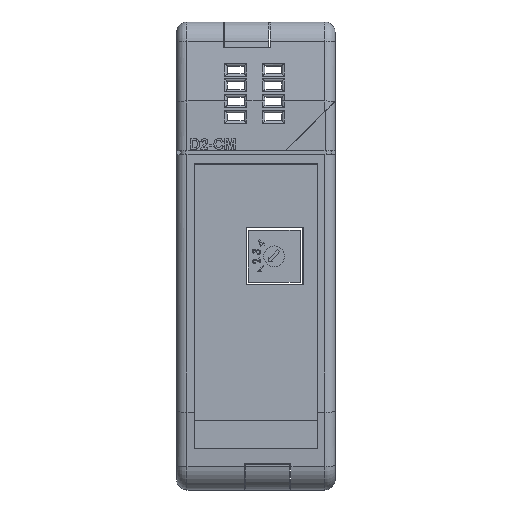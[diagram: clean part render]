
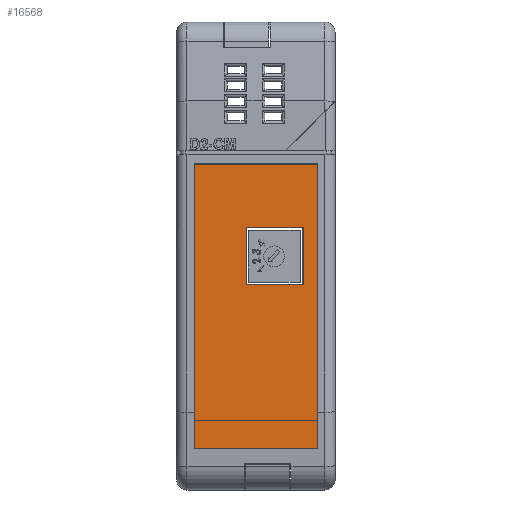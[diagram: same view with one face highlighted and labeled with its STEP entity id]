
A CAD part, top view. The second image highlights one B-rep face of the part: STEP entity #16568.
In plain terms, the highlighted planar face has unit normal (0, 0, 1).
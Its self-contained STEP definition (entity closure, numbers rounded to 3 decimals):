
#9007 = VERTEX_POINT ( 'NONE', #12436 ) ;
#9063 = VERTEX_POINT ( 'NONE', #12277 ) ;
#9065 = EDGE_CURVE ( 'NONE', #9063, #9220, #12275, .T. ) ;
#9093 = EDGE_CURVE ( 'NONE', #9220, #9007, #12354, .T. ) ;
#9220 = VERTEX_POINT ( 'NONE', #12646 ) ;
#9379 = EDGE_CURVE ( 'NONE', #9007, #9381, #12930, .T. ) ;
#9381 = VERTEX_POINT ( 'NONE', #12926 ) ;
#12272 = DIRECTION ( 'NONE',  ( 1., 0., 0. ) ) ;
#12273 = VECTOR ( 'NONE', #12272, 1000. ) ;
#12274 = CARTESIAN_POINT ( 'NONE',  ( 13.875, -1.102, 3.614 ) ) ;
#12275 = LINE ( 'NONE', #12274, #12273 ) ;
#12277 = CARTESIAN_POINT ( 'NONE',  ( 13.875, -1.102, 3.614 ) ) ;
#12351 = DIRECTION ( 'NONE',  ( 0., 1., 0. ) ) ;
#12352 = VECTOR ( 'NONE', #12351, 1000. ) ;
#12353 = CARTESIAN_POINT ( 'NONE',  ( 24.875, 9.898, 3.614 ) ) ;
#12354 = LINE ( 'NONE', #12353, #12352 ) ;
#12436 = CARTESIAN_POINT ( 'NONE',  ( 24.875, 9.898, 3.614 ) ) ;
#12646 = CARTESIAN_POINT ( 'NONE',  ( 24.875, -1.102, 3.614 ) ) ;
#12926 = CARTESIAN_POINT ( 'NONE',  ( 13.875, 9.898, 3.614 ) ) ;
#12927 = DIRECTION ( 'NONE',  ( -1., 0., 0. ) ) ;
#12928 = VECTOR ( 'NONE', #12927, 1000. ) ;
#12929 = CARTESIAN_POINT ( 'NONE',  ( 13.875, 9.898, 3.614 ) ) ;
#12930 = LINE ( 'NONE', #12929, #12928 ) ;
#13077 = CARTESIAN_POINT ( 'NONE',  ( 27.625, 22.148, 3.614 ) ) ;
#13078 = DIRECTION ( 'NONE',  ( 0., 1., 0. ) ) ;
#13079 = VECTOR ( 'NONE', #13078, 1000. ) ;
#13080 = CARTESIAN_POINT ( 'NONE',  ( 27.625, 34.27, 3.614 ) ) ;
#13081 = LINE ( 'NONE', #13080, #13079 ) ;
#13655 = DIRECTION ( 'NONE',  ( -1., 0., 0. ) ) ;
#13656 = VECTOR ( 'NONE', #13655, 1000. ) ;
#13657 = CARTESIAN_POINT ( 'NONE',  ( 27.625, 22.148, 3.614 ) ) ;
#13658 = LINE ( 'NONE', #13657, #13656 ) ;
#13699 = DIRECTION ( 'NONE',  ( 0., -1., 0. ) ) ;
#13700 = VECTOR ( 'NONE', #13699, 1000. ) ;
#13701 = CARTESIAN_POINT ( 'NONE',  ( 13.875, 9.898, 3.614 ) ) ;
#13702 = LINE ( 'NONE', #13701, #13700 ) ;
#13703 = DIRECTION ( 'NONE',  ( 1., 0., 0. ) ) ;
#13704 = DIRECTION ( 'NONE',  ( 0., 0., 1. ) ) ;
#13705 = CARTESIAN_POINT ( 'NONE',  ( 3.875, 22.148, 3.614 ) ) ;
#13706 = AXIS2_PLACEMENT_3D ( 'NONE', #13705, #13704, #13703 ) ;
#13707 = PLANE ( 'NONE',  #13706 ) ;
#13799 = FACE_OUTER_BOUND ( 'NONE', #16578, .T. ) ;
#13807 = FACE_BOUND ( 'NONE', #16577, .T. ) ;
#13830 = CARTESIAN_POINT ( 'NONE',  ( 27.625, -32.602, 3.614 ) ) ;
#13831 = DIRECTION ( 'NONE',  ( 1., 0., 0. ) ) ;
#13832 = VECTOR ( 'NONE', #13831, 1000. ) ;
#13833 = CARTESIAN_POINT ( 'NONE',  ( 27.625, -32.602, 3.614 ) ) ;
#13834 = LINE ( 'NONE', #13833, #13832 ) ;
#13835 = CARTESIAN_POINT ( 'NONE',  ( 3.875, -32.602, 3.614 ) ) ;
#13836 = CARTESIAN_POINT ( 'NONE',  ( 3.875, 22.148, 3.614 ) ) ;
#13838 = DIRECTION ( 'NONE',  ( 0., -1., 0. ) ) ;
#13839 = VECTOR ( 'NONE', #13838, 1000. ) ;
#13840 = CARTESIAN_POINT ( 'NONE',  ( 3.875, -32.602, 3.614 ) ) ;
#13841 = LINE ( 'NONE', #13840, #13839 ) ;
#16352 = ORIENTED_EDGE ( 'NONE', *, *, #16353, .T. ) ;
#16353 = EDGE_CURVE ( 'NONE', #16587, #16354, #13081, .T. ) ;
#16354 = VERTEX_POINT ( 'NONE', #13077 ) ;
#16355 = ORIENTED_EDGE ( 'NONE', *, *, #16564, .T. ) ;
#16564 = EDGE_CURVE ( 'NONE', #16354, #16583, #13658, .T. ) ;
#16568 = ADVANCED_FACE ( 'NONE', ( #13807, #13799 ), #13707, .T. ) ;
#16569 = ORIENTED_EDGE ( 'NONE', *, *, #16570, .F. ) ;
#16570 = EDGE_CURVE ( 'NONE', #9381, #9063, #13702, .T. ) ;
#16571 = ORIENTED_EDGE ( 'NONE', *, *, #9379, .F. ) ;
#16577 = EDGE_LOOP ( 'NONE', ( #16569, #16571, #16579, #16580 ) ) ;
#16578 = EDGE_LOOP ( 'NONE', ( #16581, #16585, #16352, #16355 ) ) ;
#16579 = ORIENTED_EDGE ( 'NONE', *, *, #9093, .F. ) ;
#16580 = ORIENTED_EDGE ( 'NONE', *, *, #9065, .F. ) ;
#16581 = ORIENTED_EDGE ( 'NONE', *, *, #16582, .T. ) ;
#16582 = EDGE_CURVE ( 'NONE', #16583, #16584, #13841, .T. ) ;
#16583 = VERTEX_POINT ( 'NONE', #13836 ) ;
#16584 = VERTEX_POINT ( 'NONE', #13835 ) ;
#16585 = ORIENTED_EDGE ( 'NONE', *, *, #16586, .T. ) ;
#16586 = EDGE_CURVE ( 'NONE', #16584, #16587, #13834, .T. ) ;
#16587 = VERTEX_POINT ( 'NONE', #13830 ) ;
